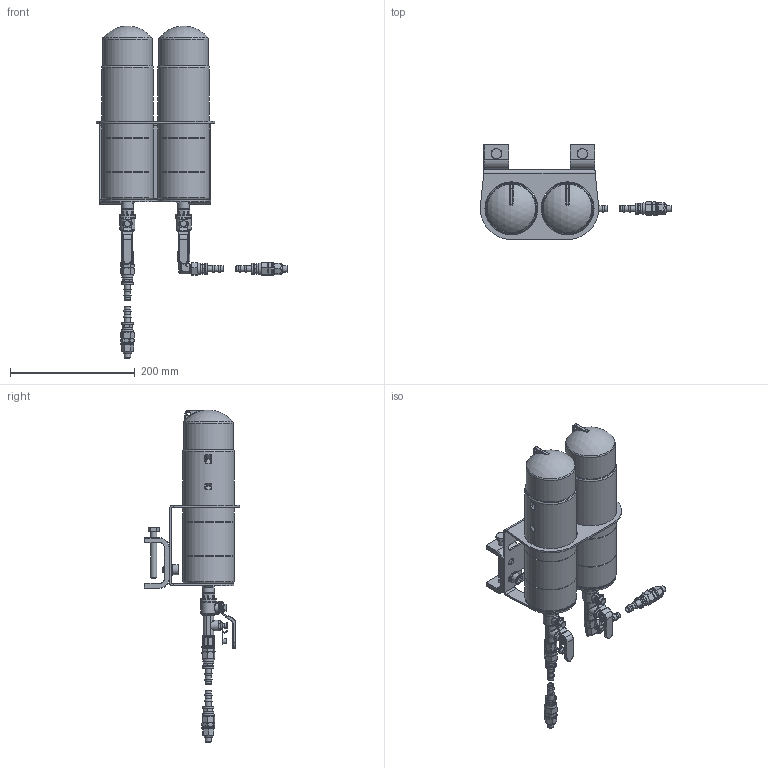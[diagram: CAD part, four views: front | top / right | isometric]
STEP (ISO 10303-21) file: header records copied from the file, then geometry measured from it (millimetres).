
FILE_DESCRIPTION(/* description */ (''),/* implementation_level */ '2;1');
FILE_NAME(/* name */ 'anmos07a_116957.stp',/* time_stamp */ '2022-08-17T16:15:35+02:00',/* author */ ('002245'),/* organization */ (''),/* preprocessor_version */ 'ST-DEVELOPER v18.1',/* originating_system */ 'Autodesk Inventor 2022',/* authorisation */ '');
FILE_SCHEMA (('CONFIG_CONTROL_DESIGN'));
Products named in the file (24): anmos07a; anmha04c; anmha04c_1; Hülse G1_4; Schweißnaht; anzmk02a; DIN 127 - A 10; ISO 4762 - M10 x 16; anmok03a; Schraube M10x70 mit Ringschneide; anvsd03a; anvsd03a_1; andsk01a; anmif01a; ancap05g_250_CONTROL_Heavy_Duty_115901; anspa06a; Grundkörper Spülanschluss; anksn01a; Vverschlussstopfen Kegelschmiernippel; Verschlussstopfen Kegelschmiernippel_gebogen; anwin25b; ansta03a; annipca0; anrds10b
Assembly tree (35 placements, depth 3):
  anmos07a
    anmha04c
      anmha04c_1
      Hülse G1_4  x2
      Schweißnaht  x2
    anzmk02a  x2
      DIN 127 - A 10
      ISO 4762 - M10 x 16
      anmok03a
      Schraube M10x70 mit Ringschneide
    anvsd03a  x2
      anvsd03a_1
      andsk01a
      anmif01a
    ancap05g_250_CONTROL_Heavy_Duty_115901  x2
    anspa06a  x2
      Grundkörper Spülanschluss
      anksn01a
      Vverschlussstopfen Kegelschmiernippel
      Verschlussstopfen Kegelschmiernippel_gebogen
    anwin25b
    ansta03a  x4
    annipca0  x3
    anrds10b  x2
Bounding box: 306.89 x 152.61 x 532.37 mm (x, y, z)
Volume: 856347 mm3; surface area: 535606.8 mm2
Topology: 41 solids, 41 shells, 3203 faces, 7495 edges, 4442 vertices
Faces by surface type: plane 880, bspline 690, cylinder 655, cone 507, torus 332, sphere 139
Full cylindrical faces by diameter (mm): 1.9 x2, 2 x2, 5 x2, 5.6 x2, 6 x8, 7 x11, 8 x8, 8.376 x6, 9.5 x14, 10 x8, 11 x6, 11.445 x10, 12 x1, 12.1 x6, 12.2 x2, 12.751 x4, 13.1 x3, 13.157 x4, 13.5 x3, 14.25 x3, 14.288 x1, 14.63 x2, 15 x2, 16 x2, 16.6 x4, 17 x2, 18 x14, 19 x7, 19.2 x2, 20.7 x3
Entity records: 58046 total; most frequent: CARTESIAN_POINT 23239, ORIENTED_EDGE 7340, DIRECTION 6793, EDGE_CURVE 3670, AXIS2_PLACEMENT_3D 2882, VERTEX_POINT 2198, EDGE_LOOP 1690, FACE_OUTER_BOUND 1570
